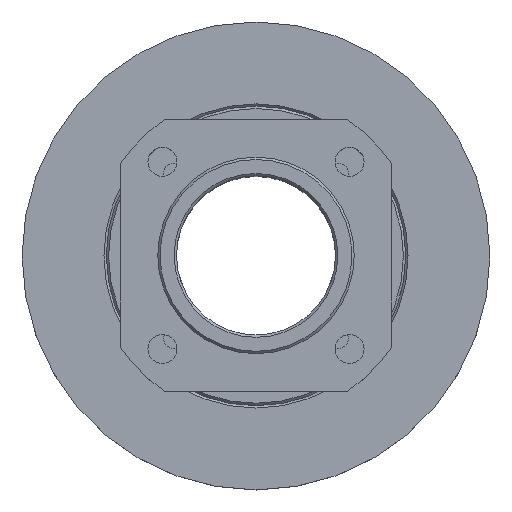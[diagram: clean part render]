
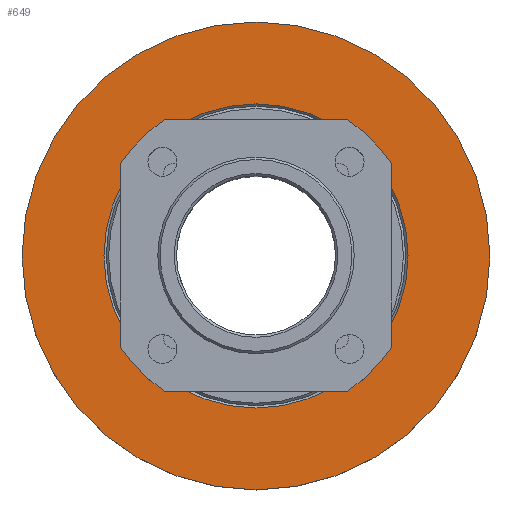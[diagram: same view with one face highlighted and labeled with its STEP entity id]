
A CAD part, top view. The second image highlights one B-rep face of the part: STEP entity #649.
In plain terms, the highlighted planar face has unit normal (0, 0, 1).
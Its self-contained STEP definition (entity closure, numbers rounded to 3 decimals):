
#56=PLANE($,#730);
#116=FACE_BOUND($,#239,.T.);
#159=FACE_OUTER_BOUND($,#238,.T.);
#238=EDGE_LOOP($,(#531));
#239=EDGE_LOOP($,(#532));
#291=CIRCLE($,#729,32.5);
#292=CIRCLE($,#731,50.);
#348=VERTEX_POINT($,#1351);
#349=VERTEX_POINT($,#1354);
#413=EDGE_CURVE($,#348,#348,#291,.T.);
#414=EDGE_CURVE($,#349,#349,#292,.T.);
#531=ORIENTED_EDGE($,*,*,#414,.F.);
#532=ORIENTED_EDGE($,*,*,#413,.F.);
#649=ADVANCED_FACE($,(#159,#116),#56,.F.);
#729=AXIS2_PLACEMENT_3D($,#1352,#898,#899);
#730=AXIS2_PLACEMENT_3D($,#1353,#900,#901);
#731=AXIS2_PLACEMENT_3D($,#1355,#902,#903);
#898=DIRECTION('center_axis',(0.,0.,1.));
#899=DIRECTION('ref_axis',(-1.,0.,0.));
#900=DIRECTION('center_axis',(0.,0.,-1.));
#901=DIRECTION('ref_axis',(-1.,0.,0.));
#902=DIRECTION('center_axis',(0.,0.,-1.));
#903=DIRECTION('ref_axis',(-1.,0.,0.));
#1351=CARTESIAN_POINT('',(32.5,0.,12.));
#1352=CARTESIAN_POINT('Origin',(0.,0.,12.));
#1353=CARTESIAN_POINT('Origin',(0.,0.,12.));
#1354=CARTESIAN_POINT('',(50.,0.,12.));
#1355=CARTESIAN_POINT('Origin',(0.,0.,12.));
